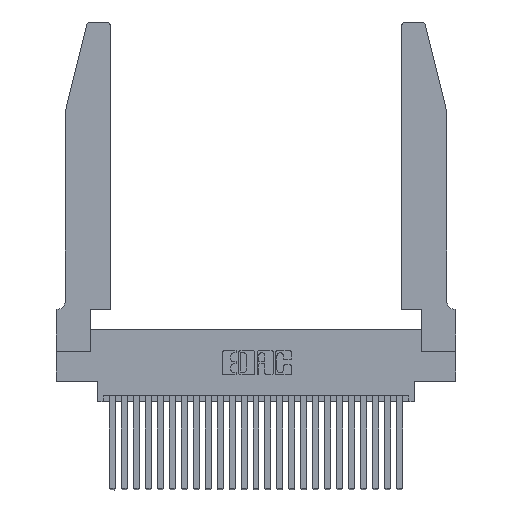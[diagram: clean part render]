
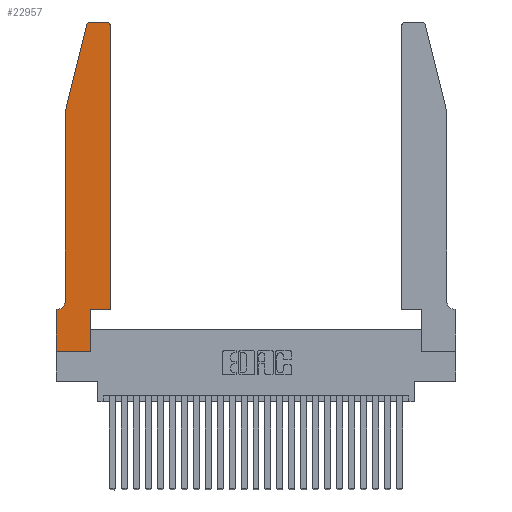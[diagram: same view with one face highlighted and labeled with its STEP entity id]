
A CAD part, top view. The second image highlights one B-rep face of the part: STEP entity #22957.
In plain terms, the highlighted planar face has unit normal (0, 0, 1).
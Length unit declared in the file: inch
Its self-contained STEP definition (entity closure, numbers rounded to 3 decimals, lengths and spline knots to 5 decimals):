
#631 = VERTEX_POINT ( 'NONE', #13145 ) ;
#1307 = DIRECTION ( 'NONE',  ( 0., 0., 1. ) ) ;
#1422 = VERTEX_POINT ( 'NONE', #23128 ) ;
#1649 = ORIENTED_EDGE ( 'NONE', *, *, #26398, .T. ) ;
#2073 = EDGE_CURVE ( 'NONE', #25363, #2185, #22850, .T. ) ;
#2184 = CARTESIAN_POINT ( 'NONE',  ( 0.2865, 0., 0.37 ) ) ;
#2185 = VERTEX_POINT ( 'NONE', #9140 ) ;
#3258 = DIRECTION ( 'NONE',  ( -1., 0., 0. ) ) ;
#3413 = CARTESIAN_POINT ( 'NONE',  ( 0.2865, 0.35, 0.37 ) ) ;
#3487 = CARTESIAN_POINT ( 'NONE',  ( 0.4205, 2.72, 0.37 ) ) ;
#3801 = CIRCLE ( 'NONE', #26199, 0.03 ) ;
#3862 = CARTESIAN_POINT ( 'NONE',  ( 0., 0., 0.37 ) ) ;
#3916 = DIRECTION ( 'NONE',  ( 0., 1., 0. ) ) ;
#3925 = CARTESIAN_POINT ( 'NONE',  ( 0.4505, 0.35, 0.37 ) ) ;
#3984 = CIRCLE ( 'NONE', #10213, 0.03 ) ;
#4180 = EDGE_CURVE ( 'NONE', #18937, #25363, #3801, .T. ) ;
#4528 = CARTESIAN_POINT ( 'NONE',  ( 0.0755, 0.35, 0.37 ) ) ;
#4701 = DIRECTION ( 'NONE',  ( 0., 0., 1. ) ) ;
#4961 = CARTESIAN_POINT ( 'NONE',  ( 0.2605, 2.75, 0.37 ) ) ;
#5129 = EDGE_LOOP ( 'NONE', ( #14474, #12151, #9439, #7489, #15756, #13809, #1649, #26465, #10204, #17156, #23837, #13500 ) ) ;
#5216 = DIRECTION ( 'NONE',  ( -1., 0., 0. ) ) ;
#5832 = EDGE_CURVE ( 'NONE', #21289, #14284, #6604, .T. ) ;
#6188 = LINE ( 'NONE', #26448, #25461 ) ;
#6604 = LINE ( 'NONE', #10113, #22672 ) ;
#6874 = EDGE_CURVE ( 'NONE', #12849, #631, #3984, .T. ) ;
#6950 = FACE_OUTER_BOUND ( 'NONE', #5129, .T. ) ;
#7429 = CARTESIAN_POINT ( 'NONE',  ( 0.0055, 0.35, 0.37 ) ) ;
#7489 = ORIENTED_EDGE ( 'NONE', *, *, #12279, .T. ) ;
#7735 = VECTOR ( 'NONE', #26518, 39.37008 ) ;
#7772 = DIRECTION ( 'NONE',  ( 0., 0., 1. ) ) ;
#8554 = DIRECTION ( 'NONE',  ( 0., -1., 0. ) ) ;
#9059 = EDGE_CURVE ( 'NONE', #10293, #21289, #26084, .T. ) ;
#9140 = CARTESIAN_POINT ( 'NONE',  ( 0.0755, 2., 0.37 ) ) ;
#9202 = CARTESIAN_POINT ( 'NONE',  ( 0.284, 2.72, 0.37 ) ) ;
#9419 = EDGE_CURVE ( 'NONE', #16166, #22235, #26058, .T. ) ;
#9439 = ORIENTED_EDGE ( 'NONE', *, *, #2073, .T. ) ;
#9440 = CARTESIAN_POINT ( 'NONE',  ( 0.0755, 2., 0.37 ) ) ;
#9703 = VECTOR ( 'NONE', #9812, 39.37008 ) ;
#9812 = DIRECTION ( 'NONE',  ( -0.239, -0.971, 0. ) ) ;
#10113 = CARTESIAN_POINT ( 'NONE',  ( 0.2865, 0.35, 0.37 ) ) ;
#10204 = ORIENTED_EDGE ( 'NONE', *, *, #5832, .T. ) ;
#10213 = AXIS2_PLACEMENT_3D ( 'NONE', #3487, #7772, #19921 ) ;
#10293 = VERTEX_POINT ( 'NONE', #26160 ) ;
#10506 = LINE ( 'NONE', #11348, #20148 ) ;
#11181 = EDGE_CURVE ( 'NONE', #14284, #16476, #13225, .T. ) ;
#11250 = EDGE_CURVE ( 'NONE', #22235, #1422, #21582, .T. ) ;
#11348 = CARTESIAN_POINT ( 'NONE',  ( 0.4505, 0.35, 0.37 ) ) ;
#11501 = CARTESIAN_POINT ( 'NONE',  ( 0.0055, 0.42, 0.37 ) ) ;
#12119 = CARTESIAN_POINT ( 'NONE',  ( 0.284, 2.75, 0.37 ) ) ;
#12151 = ORIENTED_EDGE ( 'NONE', *, *, #4180, .T. ) ;
#12279 = EDGE_CURVE ( 'NONE', #2185, #16166, #23496, .T. ) ;
#12849 = VERTEX_POINT ( 'NONE', #14854 ) ;
#12871 = CARTESIAN_POINT ( 'NONE',  ( 0.4505, 0.35, 0.37 ) ) ;
#13019 = PLANE ( 'NONE',  #25200 ) ;
#13145 = CARTESIAN_POINT ( 'NONE',  ( 0.4205, 2.75, 0.37 ) ) ;
#13225 = LINE ( 'NONE', #12871, #13882 ) ;
#13500 = ORIENTED_EDGE ( 'NONE', *, *, #6874, .T. ) ;
#13809 = ORIENTED_EDGE ( 'NONE', *, *, #11250, .T. ) ;
#13882 = VECTOR ( 'NONE', #20787, 39.37008 ) ;
#14284 = VERTEX_POINT ( 'NONE', #3413 ) ;
#14474 = ORIENTED_EDGE ( 'NONE', *, *, #23150, .T. ) ;
#14854 = CARTESIAN_POINT ( 'NONE',  ( 0.4505, 2.72, 0.37 ) ) ;
#15120 = VECTOR ( 'NONE', #8554, 39.37008 ) ;
#15259 = LINE ( 'NONE', #4961, #17518 ) ;
#15651 = DIRECTION ( 'NONE',  ( 1., 0., 0. ) ) ;
#15756 = ORIENTED_EDGE ( 'NONE', *, *, #9419, .T. ) ;
#16166 = VERTEX_POINT ( 'NONE', #20705 ) ;
#16476 = VERTEX_POINT ( 'NONE', #3925 ) ;
#17143 = CARTESIAN_POINT ( 'NONE',  ( 0., 0.35, 0.37 ) ) ;
#17156 = ORIENTED_EDGE ( 'NONE', *, *, #11181, .T. ) ;
#17235 = DIRECTION ( 'NONE',  ( -1., 0., 0. ) ) ;
#17518 = VECTOR ( 'NONE', #3258, 39.37008 ) ;
#18937 = VERTEX_POINT ( 'NONE', #12119 ) ;
#19134 = DIRECTION ( 'NONE',  ( 1., 0., 0. ) ) ;
#19921 = DIRECTION ( 'NONE',  ( 1., 0., 0. ) ) ;
#20148 = VECTOR ( 'NONE', #25732, 39.37008 ) ;
#20705 = CARTESIAN_POINT ( 'NONE',  ( 0.0755, 0.42, 0.37 ) ) ;
#20787 = DIRECTION ( 'NONE',  ( 1., 0., 0. ) ) ;
#21289 = VERTEX_POINT ( 'NONE', #2184 ) ;
#21582 = LINE ( 'NONE', #4528, #23514 ) ;
#21898 = DIRECTION ( 'NONE',  ( 0., 0., -1. ) ) ;
#22235 = VERTEX_POINT ( 'NONE', #7429 ) ;
#22596 = EDGE_CURVE ( 'NONE', #16476, #12849, #10506, .T. ) ;
#22672 = VECTOR ( 'NONE', #3916, 39.37008 ) ;
#22850 = LINE ( 'NONE', #9440, #9703 ) ;
#22957 = ADVANCED_FACE ( 'NONE', ( #6950 ), #13019, .T. ) ;
#23128 = CARTESIAN_POINT ( 'NONE',  ( 0., 0.35, 0.37 ) ) ;
#23150 = EDGE_CURVE ( 'NONE', #631, #18937, #15259, .T. ) ;
#23496 = LINE ( 'NONE', #26482, #15120 ) ;
#23514 = VECTOR ( 'NONE', #17235, 39.37008 ) ;
#23837 = ORIENTED_EDGE ( 'NONE', *, *, #22596, .T. ) ;
#24306 = CARTESIAN_POINT ( 'NONE',  ( 0.25487, 2.72718, 0.37 ) ) ;
#24514 = DIRECTION ( 'NONE',  ( 0., -1., 0. ) ) ;
#25200 = AXIS2_PLACEMENT_3D ( 'NONE', #17143, #4701, #19134 ) ;
#25246 = AXIS2_PLACEMENT_3D ( 'NONE', #11501, #21898, #5216 ) ;
#25363 = VERTEX_POINT ( 'NONE', #24306 ) ;
#25461 = VECTOR ( 'NONE', #24514, 39.37008 ) ;
#25732 = DIRECTION ( 'NONE',  ( 0., 1., 0. ) ) ;
#26058 = CIRCLE ( 'NONE', #25246, 0.07 ) ;
#26084 = LINE ( 'NONE', #3862, #7735 ) ;
#26160 = CARTESIAN_POINT ( 'NONE',  ( 0., 0., 0.37 ) ) ;
#26199 = AXIS2_PLACEMENT_3D ( 'NONE', #9202, #1307, #15651 ) ;
#26398 = EDGE_CURVE ( 'NONE', #1422, #10293, #6188, .T. ) ;
#26448 = CARTESIAN_POINT ( 'NONE',  ( 0., 0., 0.37 ) ) ;
#26465 = ORIENTED_EDGE ( 'NONE', *, *, #9059, .T. ) ;
#26482 = CARTESIAN_POINT ( 'NONE',  ( 0.0755, 2., 0.37 ) ) ;
#26518 = DIRECTION ( 'NONE',  ( 1., 0., 0. ) ) ;
